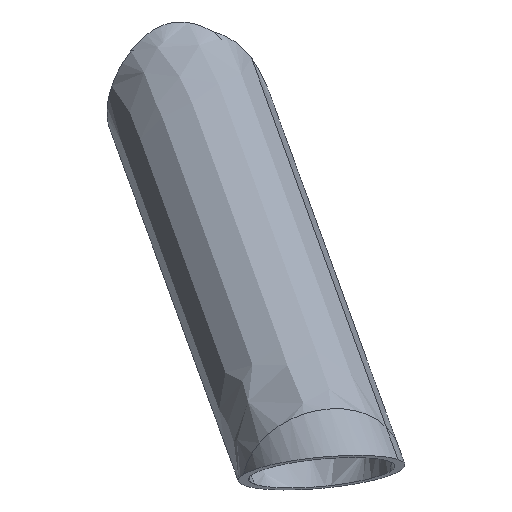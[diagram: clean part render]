
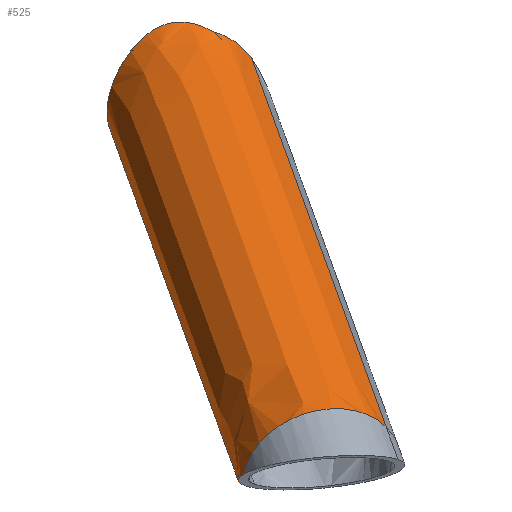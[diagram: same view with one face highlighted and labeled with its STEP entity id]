
A CAD part, left-side view. The second image highlights one B-rep face of the part: STEP entity #525.
In plain terms, the highlighted free-form (B-spline) face has degree [5, 4] with [6, 5] control points.
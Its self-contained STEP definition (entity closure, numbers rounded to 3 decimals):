
#155=CARTESIAN_POINT('Vertex',(-2248.277,-304.967,261.239)) ;
#159=CARTESIAN_POINT('Control Point',(-2235.893,-305.241,259.45)) ;
#160=CARTESIAN_POINT('Control Point',(-2236.94,-304.853,259.579)) ;
#161=CARTESIAN_POINT('Control Point',(-2238.031,-304.554,259.72)) ;
#162=CARTESIAN_POINT('Control Point',(-2239.15,-304.342,259.87)) ;
#163=CARTESIAN_POINT('Control Point',(-2241.649,-304.059,260.217)) ;
#164=CARTESIAN_POINT('Control Point',(-2244.186,-304.161,260.593)) ;
#165=CARTESIAN_POINT('Control Point',(-2245.567,-304.325,260.805)) ;
#166=CARTESIAN_POINT('Control Point',(-2246.934,-304.595,261.021)) ;
#167=CARTESIAN_POINT('Control Point',(-2248.277,-304.967,261.239)) ;
#168=CARTESIAN_POINT('Vertex',(-2235.893,-305.241,259.45)) ;
#308=CARTESIAN_POINT('Vertex',(-2247.706,-326.918,268.552)) ;
#311=CARTESIAN_POINT('Axis2P3D Location',(-2244.9,-317.,261.48)) ;
#347=CARTESIAN_POINT('Vertex',(-2180.,-287.58,326.443)) ;
#353=CARTESIAN_POINT('Control Point',(-2180.,-287.58,326.443)) ;
#354=CARTESIAN_POINT('Control Point',(-2180.,-288.064,327.066)) ;
#355=CARTESIAN_POINT('Control Point',(-2179.968,-288.584,327.663)) ;
#356=CARTESIAN_POINT('Control Point',(-2179.908,-289.139,328.227)) ;
#357=CARTESIAN_POINT('Control Point',(-2179.738,-290.417,329.351)) ;
#358=CARTESIAN_POINT('Control Point',(-2179.529,-291.882,330.213)) ;
#359=CARTESIAN_POINT('Control Point',(-2179.421,-292.726,330.579)) ;
#360=CARTESIAN_POINT('Control Point',(-2179.319,-294.075,330.913)) ;
#361=CARTESIAN_POINT('Control Point',(-2179.314,-295.448,330.928)) ;
#362=CARTESIAN_POINT('Control Point',(-2179.324,-295.911,330.897)) ;
#363=CARTESIAN_POINT('Control Point',(-2179.375,-297.129,330.731)) ;
#364=CARTESIAN_POINT('Control Point',(-2179.48,-298.298,330.369)) ;
#365=CARTESIAN_POINT('Control Point',(-2179.557,-299.003,330.085)) ;
#366=CARTESIAN_POINT('Control Point',(-2179.634,-299.685,329.757)) ;
#367=CARTESIAN_POINT('Control Point',(-2179.707,-300.344,329.392)) ;
#368=CARTESIAN_POINT('Vertex',(-2179.707,-300.344,329.392)) ;
#414=CARTESIAN_POINT('Control Point',(-2177.825,-306.172,325.369)) ;
#415=CARTESIAN_POINT('Control Point',(-2177.987,-305.292,326.539)) ;
#416=CARTESIAN_POINT('Control Point',(-2178.314,-304.264,327.581)) ;
#417=CARTESIAN_POINT('Control Point',(-2178.766,-303.073,328.421)) ;
#418=CARTESIAN_POINT('Control Point',(-2179.245,-301.751,329.029)) ;
#419=CARTESIAN_POINT('Control Point',(-2179.707,-300.344,329.392)) ;
#420=CARTESIAN_POINT('Vertex',(-2177.825,-306.172,325.369)) ;
#447=CARTESIAN_POINT('Control Point',(-2167.806,-303.198,333.515)) ;
#448=CARTESIAN_POINT('Control Point',(-2175.49,-296.125,340.384)) ;
#449=CARTESIAN_POINT('Control Point',(-2176.527,-282.672,336.746)) ;
#450=CARTESIAN_POINT('Control Point',(-2169.879,-276.29,326.24)) ;
#451=CARTESIAN_POINT('Control Point',(-2162.194,-283.362,319.371)) ;
#452=CARTESIAN_POINT('Control Point',(-2183.786,-307.942,320.522)) ;
#453=CARTESIAN_POINT('Control Point',(-2191.47,-300.869,327.391)) ;
#454=CARTESIAN_POINT('Control Point',(-2192.507,-287.416,323.754)) ;
#455=CARTESIAN_POINT('Control Point',(-2185.859,-281.034,313.247)) ;
#456=CARTESIAN_POINT('Control Point',(-2178.174,-288.106,306.378)) ;
#457=CARTESIAN_POINT('Control Point',(-2199.766,-312.686,307.53)) ;
#458=CARTESIAN_POINT('Control Point',(-2207.45,-305.613,314.399)) ;
#459=CARTESIAN_POINT('Control Point',(-2208.487,-292.16,310.761)) ;
#460=CARTESIAN_POINT('Control Point',(-2201.839,-285.778,300.254)) ;
#461=CARTESIAN_POINT('Control Point',(-2194.154,-292.85,293.385)) ;
#462=CARTESIAN_POINT('Control Point',(-2215.746,-317.43,294.537)) ;
#463=CARTESIAN_POINT('Control Point',(-2223.43,-310.357,301.406)) ;
#464=CARTESIAN_POINT('Control Point',(-2224.467,-296.904,297.769)) ;
#465=CARTESIAN_POINT('Control Point',(-2217.819,-290.522,287.262)) ;
#466=CARTESIAN_POINT('Control Point',(-2210.134,-297.594,280.393)) ;
#467=CARTESIAN_POINT('Control Point',(-2231.726,-322.174,281.545)) ;
#468=CARTESIAN_POINT('Control Point',(-2239.41,-315.101,288.414)) ;
#469=CARTESIAN_POINT('Control Point',(-2240.447,-301.648,284.776)) ;
#470=CARTESIAN_POINT('Control Point',(-2233.799,-295.266,274.269)) ;
#471=CARTESIAN_POINT('Control Point',(-2226.114,-302.338,267.4)) ;
#472=CARTESIAN_POINT('Control Point',(-2247.706,-326.918,268.552)) ;
#473=CARTESIAN_POINT('Control Point',(-2255.39,-319.845,275.421)) ;
#474=CARTESIAN_POINT('Control Point',(-2256.427,-306.392,271.784)) ;
#475=CARTESIAN_POINT('Control Point',(-2249.779,-300.01,261.277)) ;
#476=CARTESIAN_POINT('Control Point',(-2242.094,-307.082,254.408)) ;
#478=CARTESIAN_POINT('Control Point',(-2173.628,-284.479,314.173)) ;
#479=CARTESIAN_POINT('Control Point',(-2174.236,-285.09,312.655)) ;
#480=CARTESIAN_POINT('Control Point',(-2174.813,-285.774,311.159)) ;
#481=CARTESIAN_POINT('Control Point',(-2175.353,-286.543,309.69)) ;
#482=CARTESIAN_POINT('Control Point',(-2175.837,-287.412,308.278)) ;
#483=CARTESIAN_POINT('Vertex',(-2173.628,-284.479,314.173)) ;
#485=CARTESIAN_POINT('Vertex',(-2175.837,-287.412,308.278)) ;
#489=CARTESIAN_POINT('Control Point',(-2175.837,-287.412,308.278)) ;
#490=CARTESIAN_POINT('Control Point',(-2187.848,-290.978,298.513)) ;
#491=CARTESIAN_POINT('Control Point',(-2199.859,-294.544,288.747)) ;
#492=CARTESIAN_POINT('Control Point',(-2211.871,-298.11,278.981)) ;
#493=CARTESIAN_POINT('Control Point',(-2223.882,-301.676,269.215)) ;
#494=CARTESIAN_POINT('Control Point',(-2235.893,-305.241,259.45)) ;
#497=CARTESIAN_POINT('Control Point',(-2177.825,-306.172,325.369)) ;
#498=CARTESIAN_POINT('Control Point',(-2191.802,-310.321,314.005)) ;
#499=CARTESIAN_POINT('Control Point',(-2205.778,-314.47,302.642)) ;
#500=CARTESIAN_POINT('Control Point',(-2219.754,-318.62,291.279)) ;
#501=CARTESIAN_POINT('Control Point',(-2233.73,-322.769,279.916)) ;
#502=CARTESIAN_POINT('Control Point',(-2247.706,-326.918,268.552)) ;
#505=CARTESIAN_POINT('Control Point',(-2180.,-287.58,326.443)) ;
#506=CARTESIAN_POINT('Control Point',(-2180.,-286.676,325.28)) ;
#507=CARTESIAN_POINT('Control Point',(-2179.887,-285.894,324.023)) ;
#508=CARTESIAN_POINT('Control Point',(-2179.627,-285.233,322.714)) ;
#509=CARTESIAN_POINT('Control Point',(-2178.716,-284.149,319.928)) ;
#510=CARTESIAN_POINT('Control Point',(-2177.074,-283.787,317.323)) ;
#511=CARTESIAN_POINT('Control Point',(-2176.021,-283.821,316.082)) ;
#512=CARTESIAN_POINT('Control Point',(-2174.85,-284.064,315.032)) ;
#513=CARTESIAN_POINT('Control Point',(-2173.628,-284.479,314.173)) ;
#312=DIRECTION('Axis2P3D Direction',(-0.756,-0.224,-0.615)) ;
#313=AXIS2_PLACEMENT_3D('Circle Axis2P3D',#311,#312,$) ;
#516=ORIENTED_EDGE('',*,*,#487,.T.) ;
#517=ORIENTED_EDGE('',*,*,#495,.T.) ;
#518=ORIENTED_EDGE('',*,*,#170,.T.) ;
#519=ORIENTED_EDGE('',*,*,#315,.F.) ;
#520=ORIENTED_EDGE('',*,*,#503,.F.) ;
#521=ORIENTED_EDGE('',*,*,#422,.T.) ;
#522=ORIENTED_EDGE('',*,*,#370,.F.) ;
#523=ORIENTED_EDGE('',*,*,#514,.T.) ;
#525=ADVANCED_FACE('Corps principal',(#524),#446,.F.) ;
#158=B_SPLINE_CURVE_WITH_KNOTS('',5,(#159,#160,#161,#162,#163,#164,#165,#166,#167),.UNSPECIFIED.,.F.,.U.,(6,3,6),(0.,8.267,18.201),.UNSPECIFIED.) ;
#352=B_SPLINE_CURVE_WITH_KNOTS('',5,(#353,#354,#355,#356,#357,#358,#359,#360,#361,#362,#363,#364,#365,#366,#367),.UNSPECIFIED.,.F.,.U.,(6,3,3,3,6),(0.,5.46,11.773,15.001,20.373),.UNSPECIFIED.) ;
#413=B_SPLINE_CURVE_WITH_KNOTS('',5,(#414,#415,#416,#417,#418,#419),.UNSPECIFIED.,.F.,.U.,(6,6),(0.,10.838),.UNSPECIFIED.) ;
#477=B_SPLINE_CURVE_WITH_KNOTS('',4,(#478,#479,#480,#481,#482),.UNSPECIFIED.,.F.,.U.,(5,5),(6.122,16.071),.UNSPECIFIED.) ;
#504=B_SPLINE_CURVE_WITH_KNOTS('',5,(#505,#506,#507,#508,#509,#510,#511,#512,#513),.UNSPECIFIED.,.F.,.U.,(6,3,6),(0.,10.184,21.43),.UNSPECIFIED.) ;
#314=CIRCLE('generated circle',#313,12.5) ;
#170=EDGE_CURVE('',#169,#156,#158,.T.) ;
#315=EDGE_CURVE('',#309,#156,#314,.T.) ;
#370=EDGE_CURVE('',#348,#369,#352,.T.) ;
#422=EDGE_CURVE('',#421,#369,#413,.T.) ;
#487=EDGE_CURVE('',#484,#486,#477,.T.) ;
#495=EDGE_CURVE('',#486,#169,#488,.T.) ;
#503=EDGE_CURVE('',#421,#309,#496,.T.) ;
#514=EDGE_CURVE('',#348,#484,#504,.T.) ;
#515=EDGE_LOOP('',(#516,#517,#518,#519,#520,#521,#522,#523)) ;
#524=FACE_OUTER_BOUND('',#515,.T.) ;
#156=VERTEX_POINT('',#155) ;
#169=VERTEX_POINT('',#168) ;
#309=VERTEX_POINT('',#308) ;
#348=VERTEX_POINT('',#347) ;
#369=VERTEX_POINT('',#368) ;
#421=VERTEX_POINT('',#420) ;
#484=VERTEX_POINT('',#483) ;
#486=VERTEX_POINT('',#485) ;
#488=(BOUNDED_CURVE()B_SPLINE_CURVE(5,(#489,#490,#491,#492,#493,#494),.UNSPECIFIED.,.F.,.U.)B_SPLINE_CURVE_WITH_KNOTS((6,6),(18.044,97.471),.UNSPECIFIED.)CURVE()GEOMETRIC_REPRESENTATION_ITEM()RATIONAL_B_SPLINE_CURVE((1.,1.,1.,1.,1.,1.))REPRESENTATION_ITEM('')) ;
#496=(BOUNDED_CURVE()B_SPLINE_CURVE(5,(#497,#498,#499,#500,#501,#502),.UNSPECIFIED.,.F.,.U.)B_SPLINE_CURVE_WITH_KNOTS((6,6),(13.252,105.673),.UNSPECIFIED.)CURVE()GEOMETRIC_REPRESENTATION_ITEM()RATIONAL_B_SPLINE_CURVE((1.,1.,1.,1.,1.,1.))REPRESENTATION_ITEM('')) ;
#446=(BOUNDED_SURFACE()B_SPLINE_SURFACE(5,4,((#447,#448,#449,#450,#451),(#452,#453,#454,#455,#456),(#457,#458,#459,#460,#461),(#462,#463,#464,#465,#466),(#467,#468,#469,#470,#471),(#472,#473,#474,#475,#476)),.UNSPECIFIED.,.F.,.F.,.U.)B_SPLINE_SURFACE_WITH_KNOTS((6,6),(5,5),(0.,105.673),(0.,39.27),.UNSPECIFIED.)GEOMETRIC_REPRESENTATION_ITEM()RATIONAL_B_SPLINE_SURFACE(((1.,0.707,0.667,0.707,1.),(1.,0.707,0.667,0.707,1.),(1.,0.707,0.667,0.707,1.),(1.,0.707,0.667,0.707,1.),(1.,0.707,0.667,0.707,1.),(1.,0.707,0.667,0.707,1.)))REPRESENTATION_ITEM('Rational BSpline Surface')SURFACE()) ;
